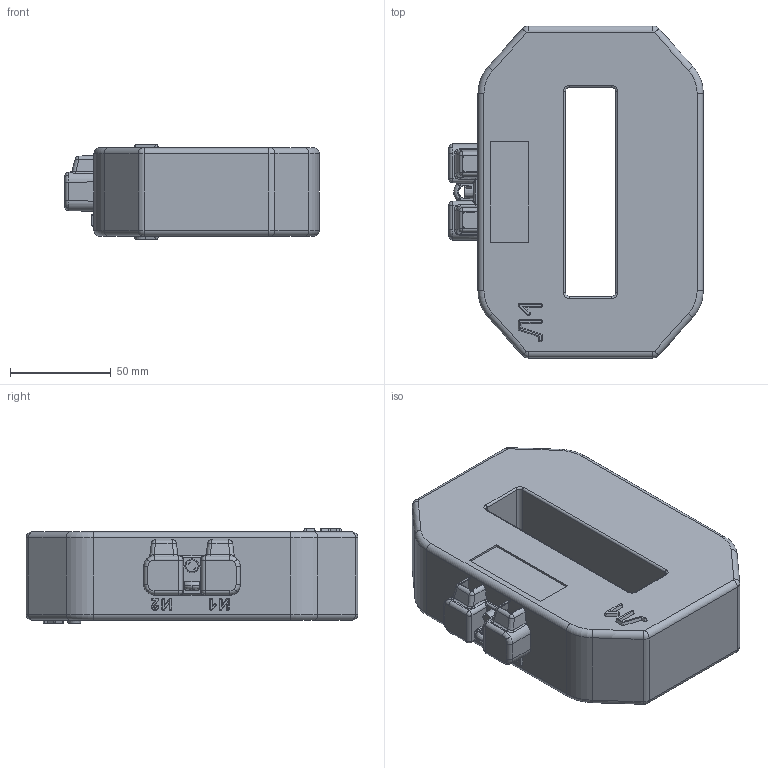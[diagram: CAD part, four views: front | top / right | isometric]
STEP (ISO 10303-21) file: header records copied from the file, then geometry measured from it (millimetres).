
FILE_DESCRIPTION (( 'STEP AP203' ), '1' );
FILE_NAME ('ÒØË-0,66-II-1 2500 À.STEP', '2018-05-16T09:36:40', ( '' ), ( '' ), 'SwSTEP 2.0', 'SolidWorks 2010', '' );
FILE_SCHEMA (( 'CONFIG_CONTROL_DESIGN' ));
Length unit declared in the file: millimetre
Products named in the file (1): ﾒﾘﾋ-0,66-II-1 2500 ﾀ
Bounding box: 126.5 x 165 x 47 mm (x, y, z)
Surface area: 64417.7 mm2 (no closed solid volume)
Topology: 0 solids, 3 shells, 342 faces, 964 edges, 607 vertices
Faces by surface type: plane 97, cylinder 83, bspline 81, cone 49, torus 24, sphere 8
Entity records: 12955 total; most frequent: CARTESIAN_POINT 4780, ORIENTED_EDGE 1728, DIRECTION 1583, EDGE_CURVE 960, VERTEX_POINT 607, AXIS2_PLACEMENT_3D 587, LINE 409, VECTOR 409
